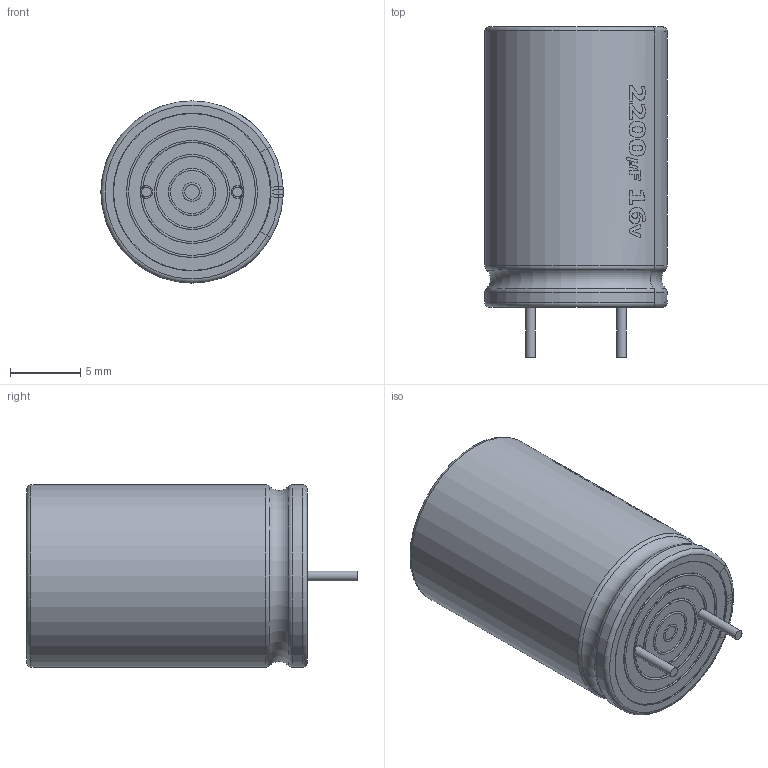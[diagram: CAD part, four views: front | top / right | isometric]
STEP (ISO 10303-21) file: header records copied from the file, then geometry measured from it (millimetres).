
FILE_DESCRIPTION(/* description */ (''),/* implementation_level */ '2;1');
FILE_NAME(/* name */ '2200uF 16V electr -13x20mm -P.diameter 6.5mm.stp',/* time_stamp */ '2022-03-11T22:52:00+01:00',/* author */ ('JOSE LUIS'),/* organization */ (''),/* preprocessor_version */ 'ST-DEVELOPER v18',/* originating_system */ 'Autodesk Inventor 2020',/* authorisation */ '');
FILE_SCHEMA (('AUTOMOTIVE_DESIGN { 1 0 10303 214 3 1 1 }'));
Length unit declared in the file: millimetre
Products named in the file (1): 2200uF 16V electr -13x20mm -P.diameter 6.5mm
Bounding box: 13 x 23.57 x 13 mm (x, y, z)
Volume: 2619.3 mm3; surface area: 1117.6 mm2
Topology: 3 solids, 3 shells, 124 faces, 512 edges, 421 vertices
Faces by surface type: cylinder 60, plane 38, torus 26
Full cylindrical faces by diameter (mm): 0.7 x2, 0.9 x2, 1.05 x1, 1.35 x1, 3.05 x1, 3.35 x1, 5.05 x1, 5.35 x1, 9.05 x1, 9.35 x1, 11.2 x2
Entity records: 6656 total; most frequent: CARTESIAN_POINT 2021, ORIENTED_EDGE 1024, DIRECTION 866, EDGE_CURVE 512, VERTEX_POINT 421, AXIS2_PLACEMENT_3D 358, CIRCLE 229, EDGE_LOOP 155
